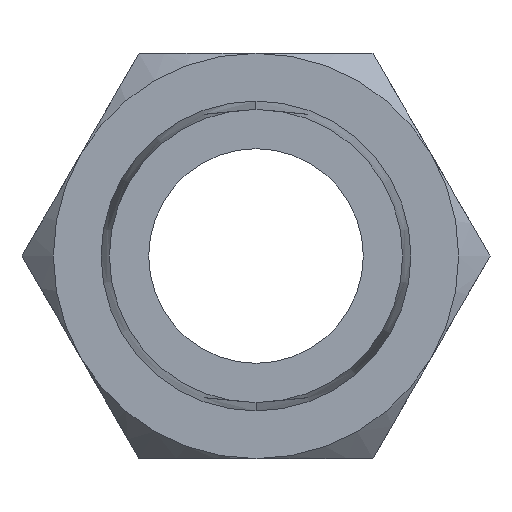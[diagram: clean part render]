
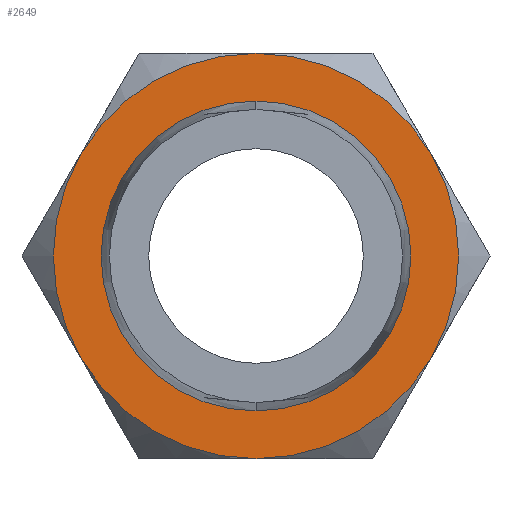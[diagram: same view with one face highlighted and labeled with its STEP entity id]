
A CAD part, left-side view. The second image highlights one B-rep face of the part: STEP entity #2649.
In plain terms, the highlighted planar face has unit normal (-1, 0, 0).
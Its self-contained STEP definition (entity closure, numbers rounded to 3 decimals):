
#2 = ORIENTED_EDGE ( 'NONE', *, *, #1167, .F. ) ;
#95 = CIRCLE ( 'NONE', #3247, 8.5 ) ;
#158 = EDGE_CURVE ( 'NONE', #4925, #4821, #1354, .T. ) ;
#167 = PLANE ( 'NONE',  #775 ) ;
#346 = EDGE_CURVE ( 'NONE', #3359, #5067, #2538, .T. ) ;
#378 = DIRECTION ( 'NONE',  ( -1., 0., 0. ) ) ;
#497 = ORIENTED_EDGE ( 'NONE', *, *, #2240, .F. ) ;
#511 = CARTESIAN_POINT ( 'NONE',  ( 10., 0., 0. ) ) ;
#536 = EDGE_LOOP ( 'NONE', ( #3776, #497 ) ) ;
#724 = DIRECTION ( 'NONE',  ( 1., 0., 0. ) ) ;
#775 = AXIS2_PLACEMENT_3D ( 'NONE', #4422, #4943, #2108 ) ;
#793 = EDGE_LOOP ( 'NONE', ( #3692, #2482, #1703, #2, #1658, #3751 ) ) ;
#855 = CARTESIAN_POINT ( 'NONE',  ( 10., -7.361, -4.25 ) ) ;
#907 = CARTESIAN_POINT ( 'NONE',  ( 10., 0., 0. ) ) ;
#998 = DIRECTION ( 'NONE',  ( 0., 0., -1. ) ) ;
#1162 = CIRCLE ( 'NONE', #5492, 8.5 ) ;
#1167 = EDGE_CURVE ( 'NONE', #5970, #4815, #3037, .T. ) ;
#1354 = CIRCLE ( 'NONE', #1945, 8.5 ) ;
#1359 = DIRECTION ( 'NONE',  ( -1., 0., 0. ) ) ;
#1364 = CARTESIAN_POINT ( 'NONE',  ( 10., 0., 0. ) ) ;
#1658 = ORIENTED_EDGE ( 'NONE', *, *, #5505, .T. ) ;
#1681 = DIRECTION ( 'NONE',  ( 0., 0., -1. ) ) ;
#1695 = VERTEX_POINT ( 'NONE', #5710 ) ;
#1703 = ORIENTED_EDGE ( 'NONE', *, *, #5915, .F. ) ;
#1741 = CARTESIAN_POINT ( 'NONE',  ( 10., 7.361, 4.25 ) ) ;
#1829 = DIRECTION ( 'NONE',  ( 1., 0., 0. ) ) ;
#1848 = DIRECTION ( 'NONE',  ( 0., 0., 1. ) ) ;
#1945 = AXIS2_PLACEMENT_3D ( 'NONE', #4766, #2334, #3815 ) ;
#2063 = CIRCLE ( 'NONE', #5994, 6.5 ) ;
#2108 = DIRECTION ( 'NONE',  ( 0., 0., -1. ) ) ;
#2144 = CARTESIAN_POINT ( 'NONE',  ( 10., 0., 8.5 ) ) ;
#2240 = EDGE_CURVE ( 'NONE', #1695, #5540, #2063, .T. ) ;
#2284 = CARTESIAN_POINT ( 'NONE',  ( 10., -7.361, 4.25 ) ) ;
#2323 = DIRECTION ( 'NONE',  ( -1., 0., 0. ) ) ;
#2334 = DIRECTION ( 'NONE',  ( 1., 0., 0. ) ) ;
#2359 = DIRECTION ( 'NONE',  ( 1., 0., 0. ) ) ;
#2482 = ORIENTED_EDGE ( 'NONE', *, *, #158, .F. ) ;
#2538 = CIRCLE ( 'NONE', #4109, 8.5 ) ;
#2548 = AXIS2_PLACEMENT_3D ( 'NONE', #511, #2359, #998 ) ;
#2608 = DIRECTION ( 'NONE',  ( 0., 0., -1. ) ) ;
#2649 = ADVANCED_FACE ( 'NONE', ( #4448, #3006 ), #167, .F. ) ;
#2753 = AXIS2_PLACEMENT_3D ( 'NONE', #3132, #724, #2608 ) ;
#3006 = FACE_OUTER_BOUND ( 'NONE', #793, .T. ) ;
#3037 = CIRCLE ( 'NONE', #2548, 8.5 ) ;
#3045 = DIRECTION ( 'NONE',  ( 1., 0., 0. ) ) ;
#3132 = CARTESIAN_POINT ( 'NONE',  ( 10., 0., 0. ) ) ;
#3187 = CARTESIAN_POINT ( 'NONE',  ( 10., 0., 0. ) ) ;
#3247 = AXIS2_PLACEMENT_3D ( 'NONE', #3940, #3045, #1681 ) ;
#3359 = VERTEX_POINT ( 'NONE', #5068 ) ;
#3548 = EDGE_CURVE ( 'NONE', #5540, #1695, #4325, .T. ) ;
#3678 = CARTESIAN_POINT ( 'NONE',  ( 10., 0., 6.5 ) ) ;
#3692 = ORIENTED_EDGE ( 'NONE', *, *, #5951, .F. ) ;
#3738 = CIRCLE ( 'NONE', #2753, 8.5 ) ;
#3751 = ORIENTED_EDGE ( 'NONE', *, *, #346, .F. ) ;
#3776 = ORIENTED_EDGE ( 'NONE', *, *, #3548, .F. ) ;
#3815 = DIRECTION ( 'NONE',  ( 0., 0., -1. ) ) ;
#3837 = CARTESIAN_POINT ( 'NONE',  ( 10., 0., 0. ) ) ;
#3940 = CARTESIAN_POINT ( 'NONE',  ( 10., 0., 0. ) ) ;
#4026 = AXIS2_PLACEMENT_3D ( 'NONE', #3837, #2323, #5618 ) ;
#4109 = AXIS2_PLACEMENT_3D ( 'NONE', #907, #1829, #5162 ) ;
#4325 = CIRCLE ( 'NONE', #4026, 6.5 ) ;
#4422 = CARTESIAN_POINT ( 'NONE',  ( 10., 0., 0. ) ) ;
#4448 = FACE_BOUND ( 'NONE', #536, .T. ) ;
#4766 = CARTESIAN_POINT ( 'NONE',  ( 10., 0., 0. ) ) ;
#4815 = VERTEX_POINT ( 'NONE', #2284 ) ;
#4821 = VERTEX_POINT ( 'NONE', #6099 ) ;
#4925 = VERTEX_POINT ( 'NONE', #855 ) ;
#4943 = DIRECTION ( 'NONE',  ( 1., 0., 0. ) ) ;
#5067 = VERTEX_POINT ( 'NONE', #1741 ) ;
#5068 = CARTESIAN_POINT ( 'NONE',  ( 10., 7.361, -4.25 ) ) ;
#5162 = DIRECTION ( 'NONE',  ( 0., 0., -1. ) ) ;
#5491 = DIRECTION ( 'NONE',  ( 0., 0., 1. ) ) ;
#5492 = AXIS2_PLACEMENT_3D ( 'NONE', #1364, #378, #5491 ) ;
#5505 = EDGE_CURVE ( 'NONE', #5970, #5067, #1162, .T. ) ;
#5540 = VERTEX_POINT ( 'NONE', #3678 ) ;
#5618 = DIRECTION ( 'NONE',  ( 0., 0., 1. ) ) ;
#5710 = CARTESIAN_POINT ( 'NONE',  ( 10., 0., -6.5 ) ) ;
#5915 = EDGE_CURVE ( 'NONE', #4815, #4925, #3738, .T. ) ;
#5951 = EDGE_CURVE ( 'NONE', #4821, #3359, #95, .T. ) ;
#5970 = VERTEX_POINT ( 'NONE', #2144 ) ;
#5994 = AXIS2_PLACEMENT_3D ( 'NONE', #3187, #1359, #1848 ) ;
#6099 = CARTESIAN_POINT ( 'NONE',  ( 10., 0., -8.5 ) ) ;
